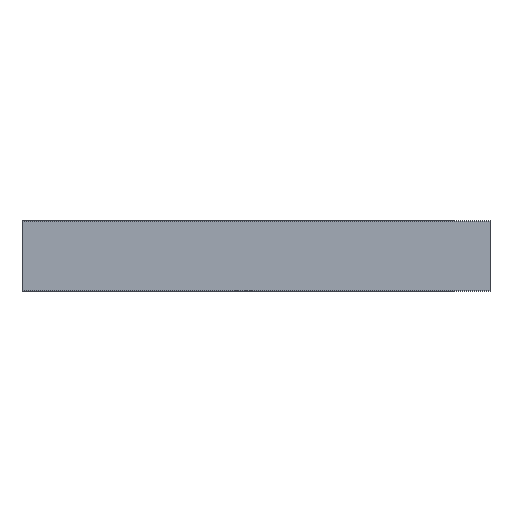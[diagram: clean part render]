
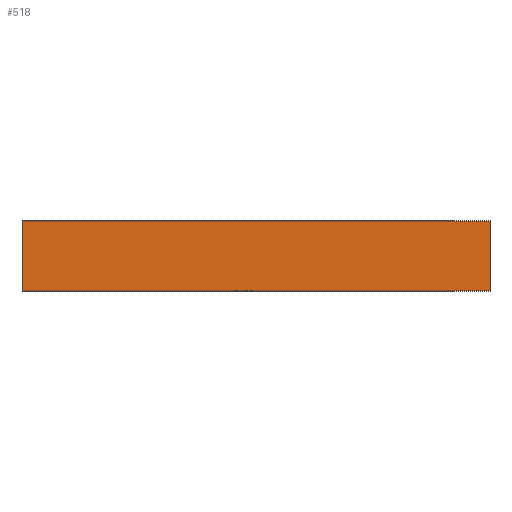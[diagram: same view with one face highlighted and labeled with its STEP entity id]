
A CAD part, top view. The second image highlights one B-rep face of the part: STEP entity #518.
In plain terms, the highlighted planar face has unit normal (0, 0, 1).
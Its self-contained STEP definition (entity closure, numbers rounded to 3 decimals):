
#24=PLANE('',#578);
#50=FACE_OUTER_BOUND('',#76,.T.);
#76=EDGE_LOOP('',(#470,#471,#472,#473));
#86=LINE('',#786,#130);
#106=LINE('',#851,#150);
#111=LINE('',#873,#155);
#113=LINE('',#876,#157);
#130=VECTOR('',#620,1.);
#150=VECTOR('',#688,1.);
#155=VECTOR('',#707,1.);
#157=VECTOR('',#711,1.);
#216=VERTEX_POINT('',#784);
#217=VERTEX_POINT('',#785);
#238=VERTEX_POINT('',#849);
#248=VERTEX_POINT('',#871);
#268=EDGE_CURVE('',#216,#217,#86,.T.);
#303=EDGE_CURVE('',#238,#216,#106,.T.);
#314=EDGE_CURVE('',#248,#238,#111,.T.);
#316=EDGE_CURVE('',#248,#217,#113,.T.);
#470=ORIENTED_EDGE('',*,*,#314,.F.);
#471=ORIENTED_EDGE('',*,*,#316,.T.);
#472=ORIENTED_EDGE('',*,*,#268,.F.);
#473=ORIENTED_EDGE('',*,*,#303,.F.);
#518=ADVANCED_FACE('',(#50),#24,.F.);
#578=AXIS2_PLACEMENT_3D('',#895,#738,#739);
#620=DIRECTION('',(0.,-1.,0.));
#688=DIRECTION('',(1.,0.,0.));
#707=DIRECTION('',(0.,1.,0.));
#711=DIRECTION('',(1.,0.,0.));
#738=DIRECTION('center_axis',(0.,0.,-1.));
#739=DIRECTION('ref_axis',(0.,1.,0.));
#784=CARTESIAN_POINT('',(2024.876,339.899,0.75));
#785=CARTESIAN_POINT('',(2024.876,43.899,0.75));
#786=CARTESIAN_POINT('',(2024.876,339.899,0.75));
#849=CARTESIAN_POINT('',(24.876,339.899,0.75));
#851=CARTESIAN_POINT('',(24.876,339.899,0.75));
#871=CARTESIAN_POINT('',(24.876,43.899,0.75));
#873=CARTESIAN_POINT('',(24.876,91.899,0.75));
#876=CARTESIAN_POINT('',(1024.876,43.899,0.75));
#895=CARTESIAN_POINT('Origin',(24.876,-108.101,0.75));
